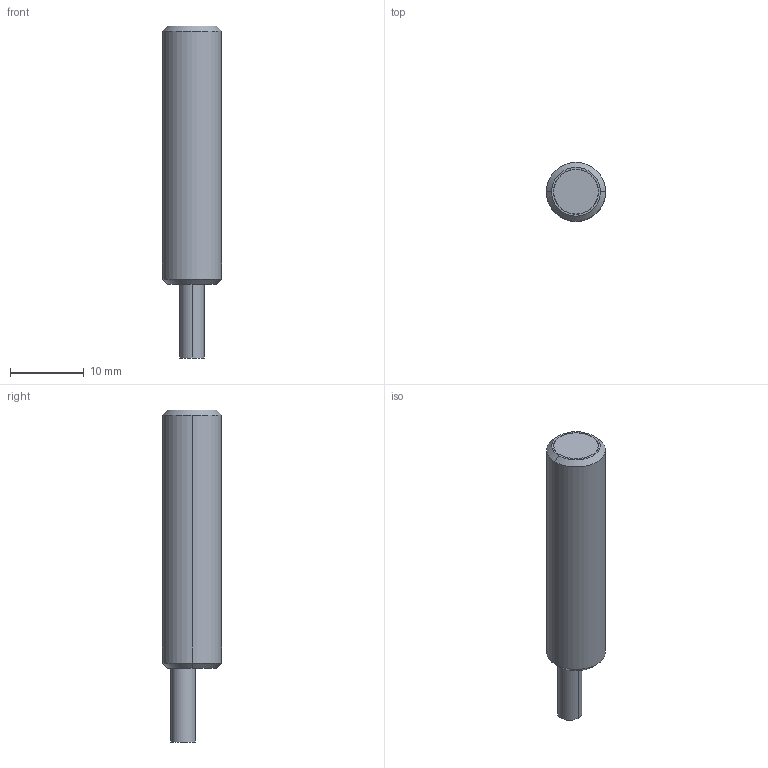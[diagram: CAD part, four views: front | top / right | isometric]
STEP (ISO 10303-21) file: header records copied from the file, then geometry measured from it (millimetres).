
FILE_DESCRIPTION((''),'2;1');
FILE_NAME('DM_CAD-6080_03ADR6_20_SW0001','2018-10-10T',('creinig-se'),(''),'PRO/ENGINEER BY PARAMETRIC TECHNOLOGY CORPORATION, 2015440','PRO/ENGINEER BY PARAMETRIC TECHNOLOGY CORPORATION, 2015440','');
FILE_SCHEMA(('CONFIG_CONTROL_DESIGN'));
Length unit declared in the file: millimetre
Products named in the file (1): DM_CAD-6080_03ADR6_20_SW0001
Bounding box: 8 x 8 x 45 mm (x, y, z)
Volume: 1815.8 mm3; surface area: 1354.1 mm2
Topology: 1 solids, 2 shells, 26 faces, 103 edges, 134 vertices
Faces by surface type: cylinder 12, cone 8, plane 6
Entity records: 1381 total; most frequent: DIRECTION 205, CARTESIAN_POINT 162, ORIENTED_EDGE 104, PRESENTATION_STYLE_ASSIGNMENT 78, STYLED_ITEM 78, AXIS2_PLACEMENT_3D 75, VECTOR 55, LINE 55
